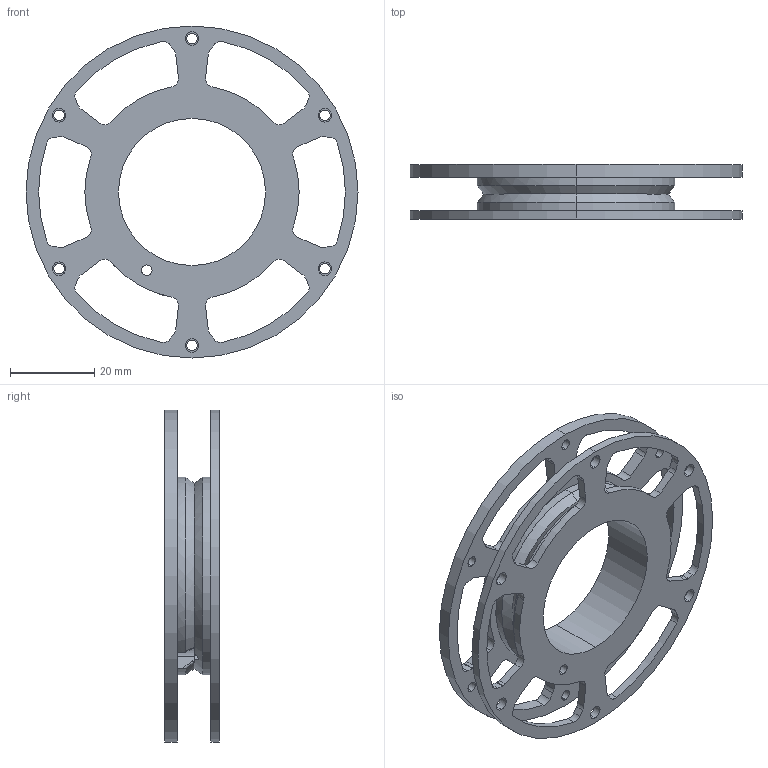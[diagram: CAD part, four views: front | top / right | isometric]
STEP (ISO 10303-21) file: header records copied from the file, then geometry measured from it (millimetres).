
FILE_DESCRIPTION (( 'STEP AP214' ), '1' );
FILE_NAME ('iris-pulley-v2.STEP', '2023-11-10T08:37:16', ( '' ), ( '' ), 'SwSTEP 2.0', 'SolidWorks 2022', '' );
FILE_SCHEMA (( 'AUTOMOTIVE_DESIGN' ));
Length unit declared in the file: millimetre
Products named in the file (1): iris-pulley-v2
Bounding box: 79 x 13 x 79 mm (x, y, z)
Volume: 16919.1 mm3; surface area: 13890.6 mm2
Topology: 1 solids, 1 shells, 210 faces, 618 edges, 410 vertices
Faces by surface type: cylinder 148, plane 55, cone 5, bspline 2
Entity records: 7499 total; most frequent: CARTESIAN_POINT 1343, DIRECTION 1325, ORIENTED_EDGE 1236, EDGE_CURVE 618, AXIS2_PLACEMENT_3D 510, VERTEX_POINT 410, VECTOR 305, LINE 305
